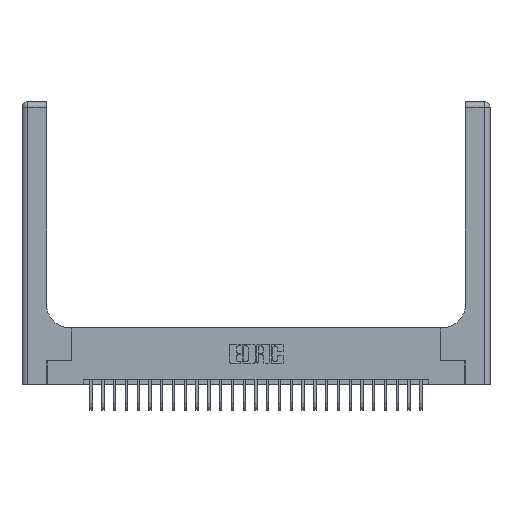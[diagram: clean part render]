
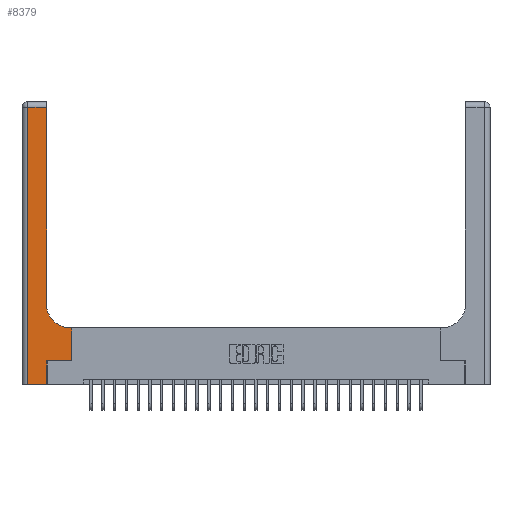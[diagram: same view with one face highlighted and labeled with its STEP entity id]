
A CAD part, top view. The second image highlights one B-rep face of the part: STEP entity #8379.
In plain terms, the highlighted planar face has unit normal (0, 0, 1).
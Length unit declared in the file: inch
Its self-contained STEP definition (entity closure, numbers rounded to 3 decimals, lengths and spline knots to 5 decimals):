
#353 = CARTESIAN_POINT ( 'NONE',  ( 0.265, 0.25, 0.37 ) ) ;
#1561 = VECTOR ( 'NONE', #23011, 39.37008 ) ;
#1778 = CARTESIAN_POINT ( 'NONE',  ( 0.265, 0., 0.37 ) ) ;
#2180 = LINE ( 'NONE', #7511, #1561 ) ;
#2201 = CARTESIAN_POINT ( 'NONE',  ( 0.06, 0., 0.37 ) ) ;
#2256 = ORIENTED_EDGE ( 'NONE', *, *, #19770, .T. ) ;
#2450 = ORIENTED_EDGE ( 'NONE', *, *, #4484, .T. ) ;
#2819 = CARTESIAN_POINT ( 'NONE',  ( 0.26, 0.85, 0.37 ) ) ;
#2885 = EDGE_CURVE ( 'NONE', #13824, #7858, #9934, .T. ) ;
#3156 = VERTEX_POINT ( 'NONE', #1778 ) ;
#3248 = EDGE_CURVE ( 'NONE', #9920, #5207, #6561, .T. ) ;
#3703 = CIRCLE ( 'NONE', #23626, 0.25 ) ;
#4449 = EDGE_CURVE ( 'NONE', #8945, #9920, #15291, .T. ) ;
#4484 = EDGE_CURVE ( 'NONE', #5207, #3156, #14676, .T. ) ;
#4706 = LINE ( 'NONE', #14618, #9223 ) ;
#5013 = VECTOR ( 'NONE', #17442, 39.37008 ) ;
#5207 = VERTEX_POINT ( 'NONE', #2201 ) ;
#5341 = CARTESIAN_POINT ( 'NONE',  ( 0.51, 0.85, 0.37 ) ) ;
#5820 = CARTESIAN_POINT ( 'NONE',  ( 0., 0., 0.37 ) ) ;
#5883 = DIRECTION ( 'NONE',  ( 0., -1., 0. ) ) ;
#6000 = CARTESIAN_POINT ( 'NONE',  ( 0.265, 0.25, 0.37 ) ) ;
#6175 = PLANE ( 'NONE',  #17327 ) ;
#6561 = LINE ( 'NONE', #19457, #16885 ) ;
#6818 = EDGE_LOOP ( 'NONE', ( #2256, #20376, #12674, #2450, #12015, #11296, #13138, #21370, #20041 ) ) ;
#7281 = DIRECTION ( 'NONE',  ( 1., 0., 0. ) ) ;
#7511 = CARTESIAN_POINT ( 'NONE',  ( 0.26, 3., 0.37 ) ) ;
#7858 = VERTEX_POINT ( 'NONE', #17896 ) ;
#8311 = VERTEX_POINT ( 'NONE', #6000 ) ;
#8379 = ADVANCED_FACE ( 'NONE', ( #8877 ), #6175, .F. ) ;
#8877 = FACE_OUTER_BOUND ( 'NONE', #6818, .T. ) ;
#8945 = VERTEX_POINT ( 'NONE', #21453 ) ;
#9049 = CARTESIAN_POINT ( 'NONE',  ( 0.06, 2.94, 0.37 ) ) ;
#9223 = VECTOR ( 'NONE', #18554, 39.37008 ) ;
#9347 = EDGE_CURVE ( 'NONE', #7858, #15779, #3703, .T. ) ;
#9798 = VECTOR ( 'NONE', #17770, 39.37008 ) ;
#9920 = VERTEX_POINT ( 'NONE', #9049 ) ;
#9934 = LINE ( 'NONE', #14209, #15065 ) ;
#10084 = DIRECTION ( 'NONE',  ( 0., 0., -1. ) ) ;
#10151 = CARTESIAN_POINT ( 'NONE',  ( 0.528, 0.25, 0.37 ) ) ;
#10165 = VECTOR ( 'NONE', #11517, 39.37008 ) ;
#10411 = LINE ( 'NONE', #353, #9798 ) ;
#11296 = ORIENTED_EDGE ( 'NONE', *, *, #14564, .T. ) ;
#11517 = DIRECTION ( 'NONE',  ( -1., 0., 0. ) ) ;
#12015 = ORIENTED_EDGE ( 'NONE', *, *, #13693, .T. ) ;
#12280 = DIRECTION ( 'NONE',  ( -1., 0., 0. ) ) ;
#12674 = ORIENTED_EDGE ( 'NONE', *, *, #3248, .T. ) ;
#13138 = ORIENTED_EDGE ( 'NONE', *, *, #14619, .T. ) ;
#13693 = EDGE_CURVE ( 'NONE', #3156, #8311, #4706, .T. ) ;
#13824 = VERTEX_POINT ( 'NONE', #22740 ) ;
#14209 = CARTESIAN_POINT ( 'NONE',  ( 0.26, 0.6, 0.37 ) ) ;
#14309 = LINE ( 'NONE', #10151, #18893 ) ;
#14564 = EDGE_CURVE ( 'NONE', #8311, #16430, #10411, .T. ) ;
#14618 = CARTESIAN_POINT ( 'NONE',  ( 0.265, 0., 0.37 ) ) ;
#14619 = EDGE_CURVE ( 'NONE', #16430, #13824, #14309, .T. ) ;
#14676 = LINE ( 'NONE', #5820, #5013 ) ;
#15065 = VECTOR ( 'NONE', #12280, 39.37008 ) ;
#15291 = LINE ( 'NONE', #21149, #10165 ) ;
#15779 = VERTEX_POINT ( 'NONE', #2819 ) ;
#16430 = VERTEX_POINT ( 'NONE', #20540 ) ;
#16885 = VECTOR ( 'NONE', #5883, 39.37008 ) ;
#17327 = AXIS2_PLACEMENT_3D ( 'NONE', #21675, #10084, #23591 ) ;
#17442 = DIRECTION ( 'NONE',  ( 1., 0., 0. ) ) ;
#17770 = DIRECTION ( 'NONE',  ( 1., 0., 0. ) ) ;
#17896 = CARTESIAN_POINT ( 'NONE',  ( 0.51, 0.6, 0.37 ) ) ;
#18554 = DIRECTION ( 'NONE',  ( 0., 1., 0. ) ) ;
#18893 = VECTOR ( 'NONE', #19881, 39.37008 ) ;
#18911 = DIRECTION ( 'NONE',  ( 0., 0., -1. ) ) ;
#19457 = CARTESIAN_POINT ( 'NONE',  ( 0.06, 3., 0.37 ) ) ;
#19770 = EDGE_CURVE ( 'NONE', #15779, #8945, #2180, .T. ) ;
#19881 = DIRECTION ( 'NONE',  ( 0., 1., 0. ) ) ;
#20041 = ORIENTED_EDGE ( 'NONE', *, *, #9347, .T. ) ;
#20376 = ORIENTED_EDGE ( 'NONE', *, *, #4449, .T. ) ;
#20540 = CARTESIAN_POINT ( 'NONE',  ( 0.528, 0.25, 0.37 ) ) ;
#21149 = CARTESIAN_POINT ( 'NONE',  ( 0., 2.94, 0.37 ) ) ;
#21370 = ORIENTED_EDGE ( 'NONE', *, *, #2885, .T. ) ;
#21453 = CARTESIAN_POINT ( 'NONE',  ( 0.26, 2.94, 0.37 ) ) ;
#21675 = CARTESIAN_POINT ( 'NONE',  ( 0., 3., 0.37 ) ) ;
#22740 = CARTESIAN_POINT ( 'NONE',  ( 0.528, 0.6, 0.37 ) ) ;
#23011 = DIRECTION ( 'NONE',  ( 0., 1., 0. ) ) ;
#23591 = DIRECTION ( 'NONE',  ( -1., 0., 0. ) ) ;
#23626 = AXIS2_PLACEMENT_3D ( 'NONE', #5341, #18911, #7281 ) ;
